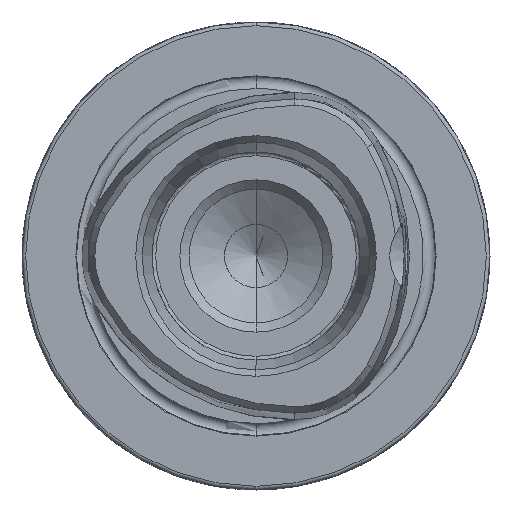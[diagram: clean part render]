
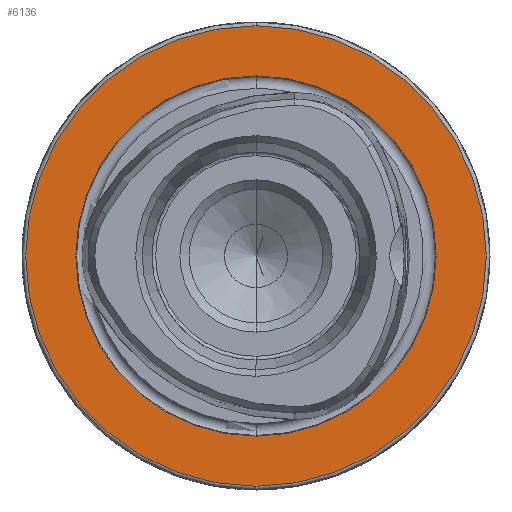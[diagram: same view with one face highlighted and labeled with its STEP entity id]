
A CAD part, left-side view. The second image highlights one B-rep face of the part: STEP entity #6136.
In plain terms, the highlighted planar face has unit normal (-1, 0, 0).
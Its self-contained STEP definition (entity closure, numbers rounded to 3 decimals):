
#150 = PLANE ( 'NONE',  #7722 ) ;
#159 = ORIENTED_EDGE ( 'NONE', *, *, #5055, .T. ) ;
#199 = CARTESIAN_POINT ( 'NONE',  ( 0., 0., 0. ) ) ;
#451 = AXIS2_PLACEMENT_3D ( 'NONE', #3172, #8992, #1086 ) ;
#1086 = DIRECTION ( 'NONE',  ( 0., 0., 1. ) ) ;
#1603 = ORIENTED_EDGE ( 'NONE', *, *, #8861, .F. ) ;
#2081 = EDGE_CURVE ( 'NONE', #6637, #6321, #4843, .T. ) ;
#2513 = ORIENTED_EDGE ( 'NONE', *, *, #8808, .T. ) ;
#2619 = EDGE_LOOP ( 'NONE', ( #1603, #6415 ) ) ;
#3062 = FACE_BOUND ( 'NONE', #2619, .T. ) ;
#3172 = CARTESIAN_POINT ( 'NONE',  ( 0., 0., 0. ) ) ;
#3185 = CARTESIAN_POINT ( 'NONE',  ( 0., 0., 0. ) ) ;
#3246 = CIRCLE ( 'NONE', #6243, 24.25 ) ;
#3251 = VERTEX_POINT ( 'NONE', #8182 ) ;
#3835 = DIRECTION ( 'NONE',  ( 0., 0., 1. ) ) ;
#3898 = CIRCLE ( 'NONE', #451, 31. ) ;
#3951 = DIRECTION ( 'NONE',  ( -1., 0., 0. ) ) ;
#4210 = DIRECTION ( 'NONE',  ( -1., 0., 0. ) ) ;
#4503 = VERTEX_POINT ( 'NONE', #7947 ) ;
#4843 = CIRCLE ( 'NONE', #7018, 24.25 ) ;
#4906 = CARTESIAN_POINT ( 'NONE',  ( 0., 0., 0. ) ) ;
#5055 = EDGE_CURVE ( 'NONE', #3251, #4503, #3898, .T. ) ;
#5836 = DIRECTION ( 'NONE',  ( 1., 0., 0. ) ) ;
#6136 = ADVANCED_FACE ( 'NONE', ( #3062, #8803 ), #150, .F. ) ;
#6243 = AXIS2_PLACEMENT_3D ( 'NONE', #4906, #4210, #6914 ) ;
#6303 = AXIS2_PLACEMENT_3D ( 'NONE', #3185, #3951, #8972 ) ;
#6321 = VERTEX_POINT ( 'NONE', #7816 ) ;
#6415 = ORIENTED_EDGE ( 'NONE', *, *, #2081, .F. ) ;
#6637 = VERTEX_POINT ( 'NONE', #7271 ) ;
#6666 = DIRECTION ( 'NONE',  ( -1., 0., 0. ) ) ;
#6914 = DIRECTION ( 'NONE',  ( 0., 0., 1. ) ) ;
#7018 = AXIS2_PLACEMENT_3D ( 'NONE', #199, #6666, #3835 ) ;
#7271 = CARTESIAN_POINT ( 'NONE',  ( 0., 0., -24.25 ) ) ;
#7278 = DIRECTION ( 'NONE',  ( 0., 0., -1. ) ) ;
#7722 = AXIS2_PLACEMENT_3D ( 'NONE', #8729, #5836, #7278 ) ;
#7816 = CARTESIAN_POINT ( 'NONE',  ( 0., 0., 24.25 ) ) ;
#7947 = CARTESIAN_POINT ( 'NONE',  ( 0., 0., -31. ) ) ;
#7988 = EDGE_LOOP ( 'NONE', ( #159, #2513 ) ) ;
#8182 = CARTESIAN_POINT ( 'NONE',  ( 0., 0., 31. ) ) ;
#8636 = CIRCLE ( 'NONE', #6303, 31. ) ;
#8729 = CARTESIAN_POINT ( 'NONE',  ( 0., 24.25, 0. ) ) ;
#8803 = FACE_OUTER_BOUND ( 'NONE', #7988, .T. ) ;
#8808 = EDGE_CURVE ( 'NONE', #4503, #3251, #8636, .T. ) ;
#8861 = EDGE_CURVE ( 'NONE', #6321, #6637, #3246, .T. ) ;
#8972 = DIRECTION ( 'NONE',  ( 0., 0., 1. ) ) ;
#8992 = DIRECTION ( 'NONE',  ( -1., 0., 0. ) ) ;
